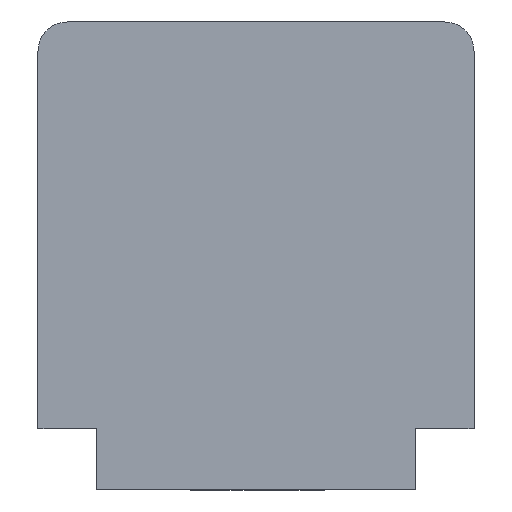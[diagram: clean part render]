
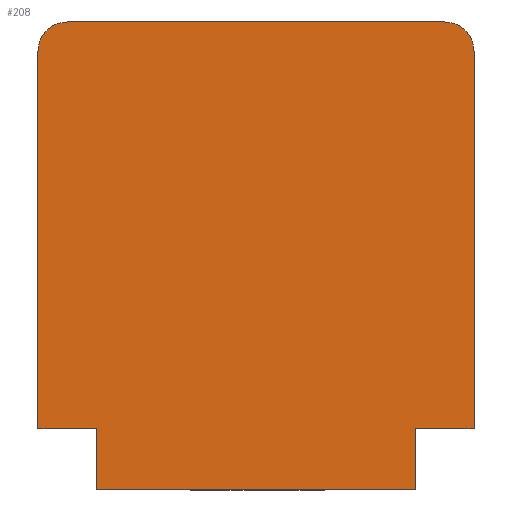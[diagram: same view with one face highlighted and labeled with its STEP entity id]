
A CAD part, left-side view. The second image highlights one B-rep face of the part: STEP entity #208.
In plain terms, the highlighted planar face has unit normal (-1, 0, 0).
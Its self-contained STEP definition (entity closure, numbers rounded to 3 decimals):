
#122=AXIS2_PLACEMENT_3D('Circle Axis2P3D',#120,#121,$) ;
#140=AXIS2_PLACEMENT_3D('Plane Axis2P3D',#137,#138,#139) ;
#179=AXIS2_PLACEMENT_3D('Circle Axis2P3D',#177,#178,$) ;
#41=CARTESIAN_POINT('Vertex',(0.,0.,15.1)) ;
#46=CARTESIAN_POINT('Line Origine',(0.,0.,8.6)) ;
#50=CARTESIAN_POINT('Vertex',(0.,0.,2.1)) ;
#115=CARTESIAN_POINT('Vertex',(0.,1.,16.1)) ;
#120=CARTESIAN_POINT('Axis2P3D Location',(0.,1.,15.1)) ;
#137=CARTESIAN_POINT('Axis2P3D Location',(0.,7.5,0.)) ;
#142=CARTESIAN_POINT('Line Origine',(0.,13.,1.05)) ;
#146=CARTESIAN_POINT('Vertex',(0.,13.,2.1)) ;
#148=CARTESIAN_POINT('Vertex',(0.,13.,0.)) ;
#151=CARTESIAN_POINT('Line Origine',(0.,7.5,0.)) ;
#155=CARTESIAN_POINT('Vertex',(0.,2.,0.)) ;
#158=CARTESIAN_POINT('Line Origine',(0.,2.,1.05)) ;
#162=CARTESIAN_POINT('Vertex',(0.,2.,2.1)) ;
#165=CARTESIAN_POINT('Line Origine',(0.,1.,2.1)) ;
#170=CARTESIAN_POINT('Line Origine',(0.,7.5,16.1)) ;
#174=CARTESIAN_POINT('Vertex',(0.,14.,16.1)) ;
#177=CARTESIAN_POINT('Axis2P3D Location',(0.,14.,15.1)) ;
#181=CARTESIAN_POINT('Vertex',(0.,15.,15.1)) ;
#184=CARTESIAN_POINT('Line Origine',(0.,15.,8.6)) ;
#188=CARTESIAN_POINT('Vertex',(0.,15.,2.1)) ;
#191=CARTESIAN_POINT('Line Origine',(0.,14.,2.1)) ;
#47=DIRECTION('Vector Direction',(0.,0.,-1.)) ;
#121=DIRECTION('Axis2P3D Direction',(1.,0.,0.)) ;
#138=DIRECTION('Axis2P3D Direction',(1.,0.,0.)) ;
#139=DIRECTION('Axis2P3D XDirection',(0.,1.,0.)) ;
#143=DIRECTION('Vector Direction',(0.,0.,1.)) ;
#152=DIRECTION('Vector Direction',(0.,1.,0.)) ;
#159=DIRECTION('Vector Direction',(0.,0.,-1.)) ;
#166=DIRECTION('Vector Direction',(0.,1.,0.)) ;
#171=DIRECTION('Vector Direction',(0.,-1.,0.)) ;
#178=DIRECTION('Axis2P3D Direction',(1.,0.,0.)) ;
#185=DIRECTION('Vector Direction',(0.,0.,1.)) ;
#192=DIRECTION('Vector Direction',(0.,1.,0.)) ;
#48=VECTOR('Line Direction',#47,1.) ;
#144=VECTOR('Line Direction',#143,1.) ;
#153=VECTOR('Line Direction',#152,1.) ;
#160=VECTOR('Line Direction',#159,1.) ;
#167=VECTOR('Line Direction',#166,1.) ;
#172=VECTOR('Line Direction',#171,1.) ;
#186=VECTOR('Line Direction',#185,1.) ;
#193=VECTOR('Line Direction',#192,1.) ;
#197=ORIENTED_EDGE('',*,*,#150,.T.) ;
#198=ORIENTED_EDGE('',*,*,#157,.T.) ;
#199=ORIENTED_EDGE('',*,*,#164,.T.) ;
#200=ORIENTED_EDGE('',*,*,#169,.F.) ;
#201=ORIENTED_EDGE('',*,*,#52,.F.) ;
#202=ORIENTED_EDGE('',*,*,#124,.F.) ;
#203=ORIENTED_EDGE('',*,*,#176,.F.) ;
#204=ORIENTED_EDGE('',*,*,#183,.F.) ;
#205=ORIENTED_EDGE('',*,*,#190,.F.) ;
#206=ORIENTED_EDGE('',*,*,#195,.F.) ;
#208=ADVANCED_FACE('Koerper.2',(#207),#141,.F.) ;
#123=CIRCLE('generated circle',#122,1.) ;
#180=CIRCLE('generated circle',#179,1.) ;
#52=EDGE_CURVE('',#42,#51,#49,.T.) ;
#124=EDGE_CURVE('',#116,#42,#123,.T.) ;
#150=EDGE_CURVE('',#147,#149,#145,.F.) ;
#157=EDGE_CURVE('',#149,#156,#154,.F.) ;
#164=EDGE_CURVE('',#156,#163,#161,.F.) ;
#169=EDGE_CURVE('',#51,#163,#168,.T.) ;
#176=EDGE_CURVE('',#175,#116,#173,.T.) ;
#183=EDGE_CURVE('',#182,#175,#180,.T.) ;
#190=EDGE_CURVE('',#189,#182,#187,.T.) ;
#195=EDGE_CURVE('',#147,#189,#194,.T.) ;
#196=EDGE_LOOP('',(#197,#198,#199,#200,#201,#202,#203,#204,#205,#206)) ;
#207=FACE_OUTER_BOUND('',#196,.T.) ;
#49=LINE('Line',#46,#48) ;
#145=LINE('Line',#142,#144) ;
#154=LINE('Line',#151,#153) ;
#161=LINE('Line',#158,#160) ;
#168=LINE('Line',#165,#167) ;
#173=LINE('Line',#170,#172) ;
#187=LINE('Line',#184,#186) ;
#194=LINE('Line',#191,#193) ;
#141=PLANE('',#140) ;
#42=VERTEX_POINT('',#41) ;
#51=VERTEX_POINT('',#50) ;
#116=VERTEX_POINT('',#115) ;
#147=VERTEX_POINT('',#146) ;
#149=VERTEX_POINT('',#148) ;
#156=VERTEX_POINT('',#155) ;
#163=VERTEX_POINT('',#162) ;
#175=VERTEX_POINT('',#174) ;
#182=VERTEX_POINT('',#181) ;
#189=VERTEX_POINT('',#188) ;
